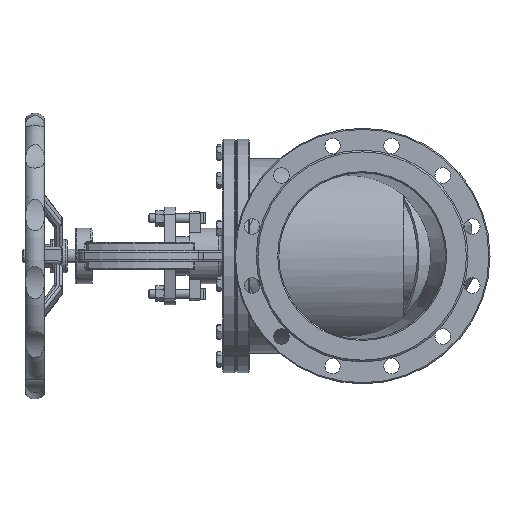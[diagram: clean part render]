
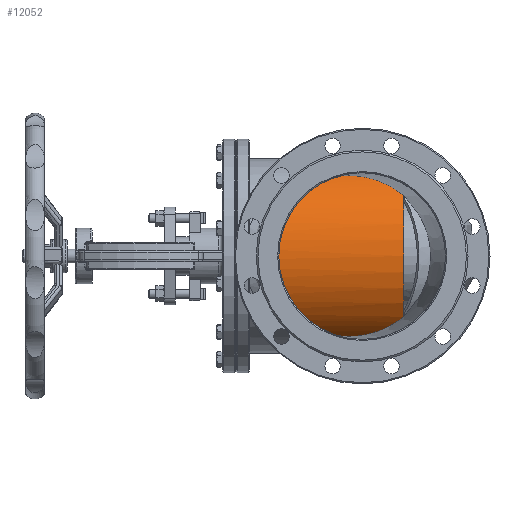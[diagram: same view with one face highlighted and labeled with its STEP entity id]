
A CAD part, left-side view. The second image highlights one B-rep face of the part: STEP entity #12052.
In plain terms, the highlighted cylindrical face has radius 175 mm (diameter 350 mm), a partial arc.
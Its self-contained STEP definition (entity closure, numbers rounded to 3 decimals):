
#2173=CYLINDRICAL_SURFACE('',#13172,175.);
#2670=FACE_OUTER_BOUND('',#3457,.T.);
#3457=EDGE_LOOP('',(#9467,#9468,#9469));
#4011=B_SPLINE_CURVE_WITH_KNOTS('',3,(#24055,#24056,#24057,#24058,#24059,
#24060,#24061,#24062,#24063,#24064,#24065,#24066,#24067),.UNSPECIFIED.,
 .F.,.F.,(4,3,3,3,4),(61.606,63.712,66.483,
67.849,73.804),.UNSPECIFIED.);
#4013=B_SPLINE_CURVE_WITH_KNOTS('',3,(#24081,#24082,#24083,#24084,#24085,
#24086,#24087,#24088,#24089,#24090,#24091,#24092,#24093,#24094,#24095,#24096,
#24097,#24098,#24099,#24100,#24101,#24102,#24103,#24104,#24105,#24106,#24107,
#24108,#24109,#24110,#24111,#24112,#24113,#24114,#24115,#24116,#24117,#24118,
#24119,#24120,#24121,#24122,#24123,#24124,#24125,#24126,#24127,#24128,#24129,
#24130,#24131,#24132,#24133,#24134,#24135,#24136,#24137,#24138,#24139,#24140,
#24141,#24142,#24143,#24144,#24145,#24146,#24147,#24148,#24149,#24150),
 .UNSPECIFIED.,.F.,.F.,(4,3,3,3,3,3,3,3,3,3,3,3,3,3,3,3,3,3,3,3,3,3,3,4),
(0.001,3.852,6.33,7.958,
10.402,12.493,14.674,18.352,20.247,
25.417,28.759,31.569,34.062,36.248,
39.058,42.046,46.421,49.898,52.482,
55.533,57.783,59.642,61.457,61.606),
 .UNSPECIFIED.);
#4478=CIRCLE('',#13173,175.);
#5412=VERTEX_POINT('',#24053);
#5413=VERTEX_POINT('',#24054);
#5418=VERTEX_POINT('',#24080);
#6799=EDGE_CURVE('',#5412,#5413,#4011,.T.);
#6805=EDGE_CURVE('',#5418,#5412,#4013,.T.);
#6824=EDGE_CURVE('',#5418,#5413,#4478,.T.);
#9467=ORIENTED_EDGE('',*,*,#6799,.T.);
#9468=ORIENTED_EDGE('',*,*,#6824,.F.);
#9469=ORIENTED_EDGE('',*,*,#6805,.T.);
#12052=ADVANCED_FACE('',(#2670),#2173,.T.);
#13172=AXIS2_PLACEMENT_3D('',#25138,#15618,#15619);
#13173=AXIS2_PLACEMENT_3D('',#25139,#15620,#15621);
#15618=DIRECTION('center_axis',(0.,-1.,0.));
#15619=DIRECTION('ref_axis',(0.,0.,1.));
#15620=DIRECTION('center_axis',(0.,-1.,0.));
#15621=DIRECTION('ref_axis',(0.,0.,1.));
#24053=CARTESIAN_POINT('',(320.687,24.606,-144.943));
#24054=CARTESIAN_POINT('',(282.02,-75.,-109.222));
#24055=CARTESIAN_POINT('Ctrl Pts',(320.687,24.606,-144.943));
#24056=CARTESIAN_POINT('Ctrl Pts',(320.687,18.157,-144.943));
#24057=CARTESIAN_POINT('Ctrl Pts',(320.061,11.763,-144.524));
#24058=CARTESIAN_POINT('Ctrl Pts',(318.91,5.462,-143.724));
#24059=CARTESIAN_POINT('Ctrl Pts',(317.396,-2.829,-142.673));
#24060=CARTESIAN_POINT('Ctrl Pts',(314.995,-10.877,-140.971));
#24061=CARTESIAN_POINT('Ctrl Pts',(312.099,-18.572,-138.745));
#24062=CARTESIAN_POINT('Ctrl Pts',(310.672,-22.366,-137.648));
#24063=CARTESIAN_POINT('Ctrl Pts',(309.127,-26.069,-136.425));
#24064=CARTESIAN_POINT('Ctrl Pts',(307.503,-29.683,-135.088));
#24065=CARTESIAN_POINT('Ctrl Pts',(300.424,-45.437,-129.259));
#24066=CARTESIAN_POINT('Ctrl Pts',(291.2,-60.942,-120.714));
#24067=CARTESIAN_POINT('Ctrl Pts',(282.02,-75.,-109.222));
#24080=CARTESIAN_POINT('',(282.02,-75.,109.222));
#24081=CARTESIAN_POINT('Ctrl Pts',(282.02,-75.,109.222));
#24082=CARTESIAN_POINT('Ctrl Pts',(287.81,-66.132,116.471));
#24083=CARTESIAN_POINT('Ctrl Pts',(293.626,-56.669,122.562));
#24084=CARTESIAN_POINT('Ctrl Pts',(298.925,-46.908,127.541));
#24085=CARTESIAN_POINT('Ctrl Pts',(302.336,-40.625,130.745));
#24086=CARTESIAN_POINT('Ctrl Pts',(305.531,-34.217,133.49));
#24087=CARTESIAN_POINT('Ctrl Pts',(308.356,-27.759,135.786));
#24088=CARTESIAN_POINT('Ctrl Pts',(310.211,-23.519,137.294));
#24089=CARTESIAN_POINT('Ctrl Pts',(311.905,-19.269,138.61));
#24090=CARTESIAN_POINT('Ctrl Pts',(313.442,-14.874,139.767));
#24091=CARTESIAN_POINT('Ctrl Pts',(315.749,-8.275,141.506));
#24092=CARTESIAN_POINT('Ctrl Pts',(317.661,-1.426,142.857));
#24093=CARTESIAN_POINT('Ctrl Pts',(318.936,5.607,143.743));
#24094=CARTESIAN_POINT('Ctrl Pts',(320.027,11.621,144.5));
#24095=CARTESIAN_POINT('Ctrl Pts',(320.64,17.718,144.911));
#24096=CARTESIAN_POINT('Ctrl Pts',(320.684,23.873,144.941));
#24097=CARTESIAN_POINT('Ctrl Pts',(320.731,30.294,144.973));
#24098=CARTESIAN_POINT('Ctrl Pts',(320.156,36.659,144.589));
#24099=CARTESIAN_POINT('Ctrl Pts',(319.006,42.932,143.791));
#24100=CARTESIAN_POINT('Ctrl Pts',(317.066,53.511,142.445));
#24101=CARTESIAN_POINT('Ctrl Pts',(313.56,63.504,139.962));
#24102=CARTESIAN_POINT('Ctrl Pts',(309.303,72.831,136.551));
#24103=CARTESIAN_POINT('Ctrl Pts',(307.11,77.636,134.793));
#24104=CARTESIAN_POINT('Ctrl Pts',(304.692,82.327,132.769));
#24105=CARTESIAN_POINT('Ctrl Pts',(302.096,86.946,130.448));
#24106=CARTESIAN_POINT('Ctrl Pts',(295.015,99.547,124.115));
#24107=CARTESIAN_POINT('Ctrl Pts',(286.696,111.48,115.613));
#24108=CARTESIAN_POINT('Ctrl Pts',(278.661,122.132,104.879));
#24109=CARTESIAN_POINT('Ctrl Pts',(273.465,129.019,97.939));
#24110=CARTESIAN_POINT('Ctrl Pts',(268.387,135.36,90.076));
#24111=CARTESIAN_POINT('Ctrl Pts',(263.788,140.947,81.31));
#24112=CARTESIAN_POINT('Ctrl Pts',(259.921,145.643,73.941));
#24113=CARTESIAN_POINT('Ctrl Pts',(256.386,149.81,65.899));
#24114=CARTESIAN_POINT('Ctrl Pts',(253.447,153.232,57.44));
#24115=CARTESIAN_POINT('Ctrl Pts',(250.838,156.269,49.933));
#24116=CARTESIAN_POINT('Ctrl Pts',(248.68,158.741,42.071));
#24117=CARTESIAN_POINT('Ctrl Pts',(247.068,160.578,33.91));
#24118=CARTESIAN_POINT('Ctrl Pts',(245.655,162.188,26.757));
#24119=CARTESIAN_POINT('Ctrl Pts',(244.669,163.302,19.383));
#24120=CARTESIAN_POINT('Ctrl Pts',(244.161,163.877,11.965));
#24121=CARTESIAN_POINT('Ctrl Pts',(243.507,164.615,2.427));
#24122=CARTESIAN_POINT('Ctrl Pts',(243.643,164.463,-7.277));
#24123=CARTESIAN_POINT('Ctrl Pts',(244.556,163.43,-16.766));
#24124=CARTESIAN_POINT('Ctrl Pts',(245.527,162.331,-26.854));
#24125=CARTESIAN_POINT('Ctrl Pts',(247.386,160.227,-36.795));
#24126=CARTESIAN_POINT('Ctrl Pts',(249.958,157.269,-46.193));
#24127=CARTESIAN_POINT('Ctrl Pts',(253.724,152.937,-59.956));
#24128=CARTESIAN_POINT('Ctrl Pts',(259.033,146.768,-72.684));
#24129=CARTESIAN_POINT('Ctrl Pts',(265.257,139.156,-84.05));
#24130=CARTESIAN_POINT('Ctrl Pts',(270.202,133.107,-93.082));
#24131=CARTESIAN_POINT('Ctrl Pts',(275.711,126.164,-101.232));
#24132=CARTESIAN_POINT('Ctrl Pts',(281.372,118.5,-108.407));
#24133=CARTESIAN_POINT('Ctrl Pts',(285.581,112.802,-113.74));
#24134=CARTESIAN_POINT('Ctrl Pts',(289.874,106.699,-118.532));
#24135=CARTESIAN_POINT('Ctrl Pts',(293.97,100.365,-122.697));
#24136=CARTESIAN_POINT('Ctrl Pts',(298.805,92.888,-127.615));
#24137=CARTESIAN_POINT('Ctrl Pts',(303.39,85.057,-131.692));
#24138=CARTESIAN_POINT('Ctrl Pts',(307.338,76.987,-134.952));
#24139=CARTESIAN_POINT('Ctrl Pts',(310.249,71.036,-137.355));
#24140=CARTESIAN_POINT('Ctrl Pts',(312.809,64.986,-139.313));
#24141=CARTESIAN_POINT('Ctrl Pts',(314.924,58.652,-140.872));
#24142=CARTESIAN_POINT('Ctrl Pts',(316.671,53.419,-142.16));
#24143=CARTESIAN_POINT('Ctrl Pts',(318.098,48.017,-143.162));
#24144=CARTESIAN_POINT('Ctrl Pts',(319.092,42.456,-143.851));
#24145=CARTESIAN_POINT('Ctrl Pts',(320.062,37.027,-144.523));
#24146=CARTESIAN_POINT('Ctrl Pts',(320.602,31.523,-144.885));
#24147=CARTESIAN_POINT('Ctrl Pts',(320.678,25.975,-144.936));
#24148=CARTESIAN_POINT('Ctrl Pts',(320.684,25.519,-144.941));
#24149=CARTESIAN_POINT('Ctrl Pts',(320.687,25.063,-144.943));
#24150=CARTESIAN_POINT('Ctrl Pts',(320.687,24.606,-144.943));
#25138=CARTESIAN_POINT('Origin',(418.751,0.,
0.));
#25139=CARTESIAN_POINT('Origin',(418.751,-75.,0.));
